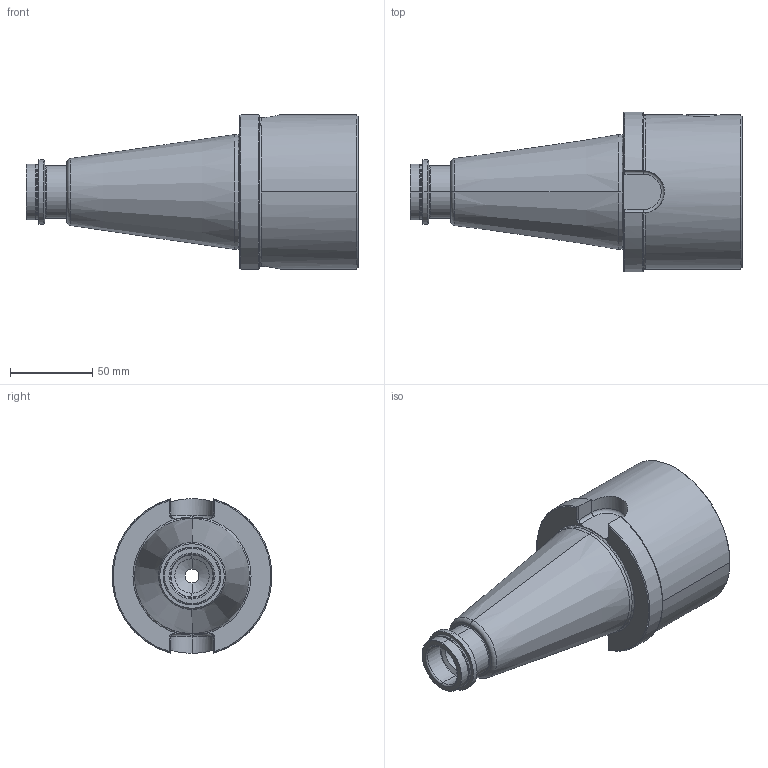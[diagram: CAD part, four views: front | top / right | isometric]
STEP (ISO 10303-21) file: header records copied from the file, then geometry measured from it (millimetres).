
FILE_DESCRIPTION (( 'STEP AP203' ), '1' );
FILE_NAME ('102.500.941.STEP', '2018-03-12T07:33:57', ( 'SWIAdmin' ), ( 'Hewlett-Packard Company' ), 'SwSTEP 2.0', 'SolidWorks 2017', '' );
FILE_SCHEMA (( 'CONFIG_CONTROL_DESIGN' ));
Length unit declared in the file: millimetre
Products named in the file (3): SZ5-MB9.K01.075_C; MB9-ER1.001.032_A; 102.500.941
Assembly tree (2 placements, depth 2):
  102.500.941
    SZ5-MB9.K01.075_C
    MB9-ER1.001.032_A
Bounding box: 202 x 96.94 x 94 mm (x, y, z)
Volume: 623444.8 mm3; surface area: 74925 mm2
Topology: 2 solids, 2 shells, 158 faces, 373 edges, 220 vertices
Faces by surface type: cylinder 53, plane 44, torus 31, cone 30
Entity records: 5258 total; most frequent: CARTESIAN_POINT 1307, DIRECTION 829, ORIENTED_EDGE 742, EDGE_CURVE 371, AXIS2_PLACEMENT_3D 342, VERTEX_POINT 220, CIRCLE 179, EDGE_LOOP 165
